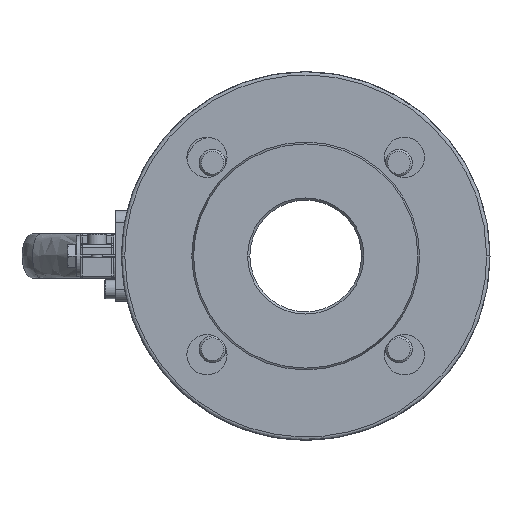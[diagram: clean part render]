
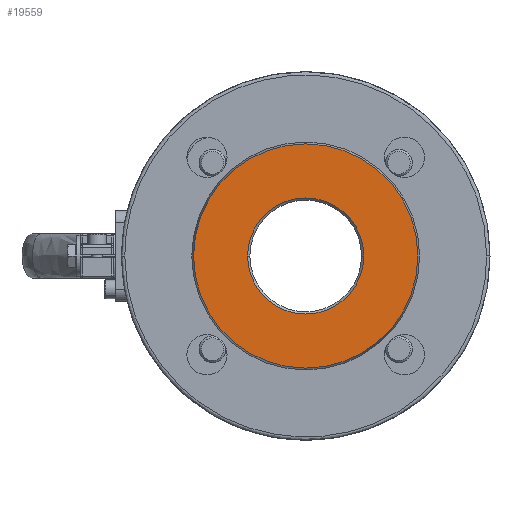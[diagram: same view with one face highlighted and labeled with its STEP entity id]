
A CAD part, left-side view. The second image highlights one B-rep face of the part: STEP entity #19559.
In plain terms, the highlighted planar face has unit normal (-1, 0, 0).
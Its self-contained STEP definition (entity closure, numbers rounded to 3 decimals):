
#536 = DIRECTION ( 'NONE',  ( -1., 0., 0. ) ) ;
#788 = AXIS2_PLACEMENT_3D ( 'NONE', #26756, #536, #27393 ) ;
#878 = VERTEX_POINT ( 'NONE', #37199 ) ;
#2522 = FACE_OUTER_BOUND ( 'NONE', #37854, .T. ) ;
#3021 = EDGE_CURVE ( 'NONE', #878, #26276, #15514, .T. ) ;
#3335 = CARTESIAN_POINT ( 'NONE',  ( -62., -50.196, 0. ) ) ;
#3581 = CIRCLE ( 'NONE', #21759, 50.196 ) ;
#3808 = CARTESIAN_POINT ( 'NONE',  ( -62., 0., 0. ) ) ;
#6856 = EDGE_LOOP ( 'NONE', ( #18103, #40517 ) ) ;
#8136 = CARTESIAN_POINT ( 'NONE',  ( -62., 0., 0. ) ) ;
#8886 = AXIS2_PLACEMENT_3D ( 'NONE', #8136, #14894, #11162 ) ;
#10291 = CIRCLE ( 'NONE', #8886, 26. ) ;
#11020 = DIRECTION ( 'NONE',  ( 1., 0., 0. ) ) ;
#11162 = DIRECTION ( 'NONE',  ( 0., -1., 0. ) ) ;
#11310 = DIRECTION ( 'NONE',  ( 0., 1., 0. ) ) ;
#12157 = CIRCLE ( 'NONE', #22641, 50.196 ) ;
#12162 = CARTESIAN_POINT ( 'NONE',  ( -62., -26., 0. ) ) ;
#14894 = DIRECTION ( 'NONE',  ( 1., 0., 0. ) ) ;
#15514 = CIRCLE ( 'NONE', #37919, 26. ) ;
#15624 = ORIENTED_EDGE ( 'NONE', *, *, #22495, .F. ) ;
#17105 = DIRECTION ( 'NONE',  ( 1., 0., 0. ) ) ;
#17343 = EDGE_CURVE ( 'NONE', #30679, #26438, #12157, .T. ) ;
#18103 = ORIENTED_EDGE ( 'NONE', *, *, #27801, .T. ) ;
#19559 = ADVANCED_FACE ( 'NONE', ( #2522, #43178 ), #39898, .T. ) ;
#20637 = ORIENTED_EDGE ( 'NONE', *, *, #17343, .F. ) ;
#21759 = AXIS2_PLACEMENT_3D ( 'NONE', #3808, #11020, #30489 ) ;
#22495 = EDGE_CURVE ( 'NONE', #26438, #30679, #3581, .T. ) ;
#22641 = AXIS2_PLACEMENT_3D ( 'NONE', #25092, #28366, #11310 ) ;
#24386 = CARTESIAN_POINT ( 'NONE',  ( -62., 50.196, 0. ) ) ;
#25092 = CARTESIAN_POINT ( 'NONE',  ( -62., 0., 0. ) ) ;
#26276 = VERTEX_POINT ( 'NONE', #12162 ) ;
#26438 = VERTEX_POINT ( 'NONE', #24386 ) ;
#26756 = CARTESIAN_POINT ( 'NONE',  ( -62., 26., 0. ) ) ;
#27393 = DIRECTION ( 'NONE',  ( 0., -1., 0. ) ) ;
#27801 = EDGE_CURVE ( 'NONE', #26276, #878, #10291, .T. ) ;
#28366 = DIRECTION ( 'NONE',  ( 1., 0., 0. ) ) ;
#30489 = DIRECTION ( 'NONE',  ( 0., 1., 0. ) ) ;
#30679 = VERTEX_POINT ( 'NONE', #3335 ) ;
#33297 = DIRECTION ( 'NONE',  ( 0., -1., 0. ) ) ;
#37199 = CARTESIAN_POINT ( 'NONE',  ( -62., 26., 0. ) ) ;
#37854 = EDGE_LOOP ( 'NONE', ( #15624, #20637 ) ) ;
#37919 = AXIS2_PLACEMENT_3D ( 'NONE', #39840, #17105, #33297 ) ;
#39840 = CARTESIAN_POINT ( 'NONE',  ( -62., 0., 0. ) ) ;
#39898 = PLANE ( 'NONE',  #788 ) ;
#40517 = ORIENTED_EDGE ( 'NONE', *, *, #3021, .T. ) ;
#43178 = FACE_BOUND ( 'NONE', #6856, .T. ) ;
